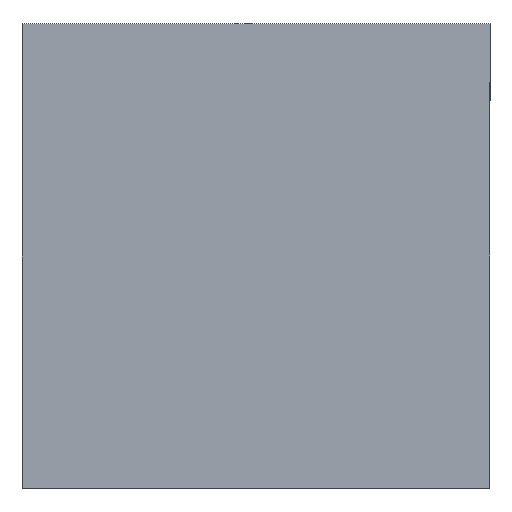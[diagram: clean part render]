
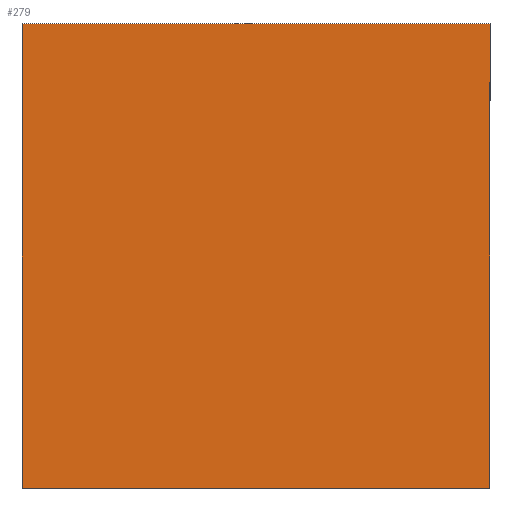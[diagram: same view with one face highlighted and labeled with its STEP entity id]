
A CAD part, front view. The second image highlights one B-rep face of the part: STEP entity #279.
In plain terms, the highlighted planar face has unit normal (0, -1, 0).
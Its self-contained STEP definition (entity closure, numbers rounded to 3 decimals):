
#7 = CARTESIAN_POINT ( 'NONE',  ( -6.7, 0., 6.65 ) ) ;
#12 = VERTEX_POINT ( 'NONE', #390 ) ;
#27 = EDGE_CURVE ( 'NONE', #277, #427, #205, .T. ) ;
#55 = CARTESIAN_POINT ( 'NONE',  ( 0., 0., 0. ) ) ;
#65 = ORIENTED_EDGE ( 'NONE', *, *, #246, .F. ) ;
#91 = CARTESIAN_POINT ( 'NONE',  ( -6.7, 0., -6.65 ) ) ;
#92 = DIRECTION ( 'NONE',  ( 0., 0., 1. ) ) ;
#109 = VECTOR ( 'NONE', #127, 1000. ) ;
#127 = DIRECTION ( 'NONE',  ( 0., 0., 1. ) ) ;
#136 = LINE ( 'NONE', #185, #252 ) ;
#139 = EDGE_CURVE ( 'NONE', #427, #452, #136, .T. ) ;
#145 = CARTESIAN_POINT ( 'NONE',  ( 0., 0., -6.65 ) ) ;
#155 = DIRECTION ( 'NONE',  ( 1., 0., 0. ) ) ;
#185 = CARTESIAN_POINT ( 'NONE',  ( 0., 0., 6.65 ) ) ;
#193 = CARTESIAN_POINT ( 'NONE',  ( 6.7, 0., 0. ) ) ;
#205 = LINE ( 'NONE', #235, #109 ) ;
#213 = LINE ( 'NONE', #193, #328 ) ;
#228 = FACE_OUTER_BOUND ( 'NONE', #419, .T. ) ;
#235 = CARTESIAN_POINT ( 'NONE',  ( -6.7, 0., 0. ) ) ;
#242 = ORIENTED_EDGE ( 'NONE', *, *, #27, .F. ) ;
#246 = EDGE_CURVE ( 'NONE', #452, #12, #213, .T. ) ;
#252 = VECTOR ( 'NONE', #155, 1000. ) ;
#277 = VERTEX_POINT ( 'NONE', #91 ) ;
#279 = ADVANCED_FACE ( 'NONE', ( #228 ), #345, .F. ) ;
#292 = CARTESIAN_POINT ( 'NONE',  ( 6.7, 0., 6.65 ) ) ;
#309 = DIRECTION ( 'NONE',  ( 0., 1., 0. ) ) ;
#313 = ORIENTED_EDGE ( 'NONE', *, *, #139, .F. ) ;
#328 = VECTOR ( 'NONE', #457, 1000. ) ;
#333 = DIRECTION ( 'NONE',  ( -1., 0., 0. ) ) ;
#345 = PLANE ( 'NONE',  #447 ) ;
#355 = VECTOR ( 'NONE', #333, 1000. ) ;
#390 = CARTESIAN_POINT ( 'NONE',  ( 6.7, 0., -6.65 ) ) ;
#419 = EDGE_LOOP ( 'NONE', ( #65, #313, #242, #469 ) ) ;
#427 = VERTEX_POINT ( 'NONE', #7 ) ;
#428 = EDGE_CURVE ( 'NONE', #12, #277, #451, .T. ) ;
#447 = AXIS2_PLACEMENT_3D ( 'NONE', #55, #309, #92 ) ;
#451 = LINE ( 'NONE', #145, #355 ) ;
#452 = VERTEX_POINT ( 'NONE', #292 ) ;
#457 = DIRECTION ( 'NONE',  ( 0., 0., -1. ) ) ;
#469 = ORIENTED_EDGE ( 'NONE', *, *, #428, .F. ) ;
